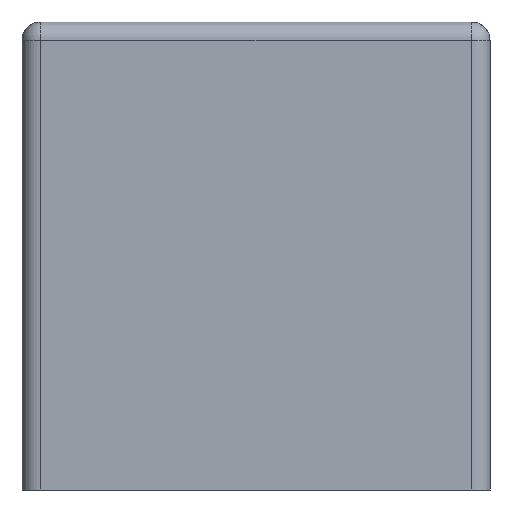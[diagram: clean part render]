
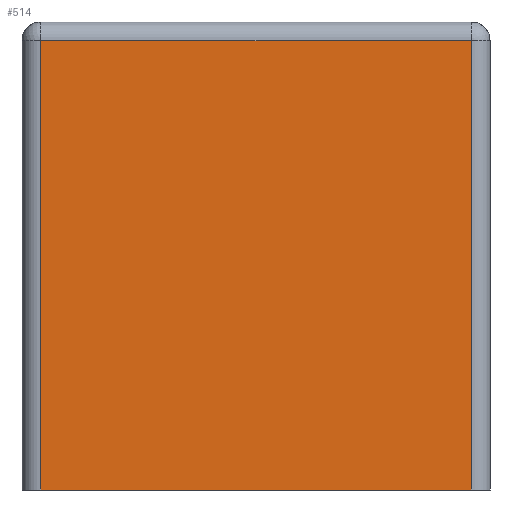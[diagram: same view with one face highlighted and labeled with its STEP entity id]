
A CAD part, front view. The second image highlights one B-rep face of the part: STEP entity #514.
In plain terms, the highlighted planar face has unit normal (0, -1, 0).
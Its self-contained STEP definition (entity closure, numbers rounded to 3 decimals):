
#25=PLANE('',#581);
#87=FACE_OUTER_BOUND('',#121,.T.);
#121=EDGE_LOOP('',(#413,#414,#415,#416));
#146=LINE('',#945,#179);
#149=LINE('',#977,#182);
#152=LINE('',#981,#185);
#156=LINE('',#1007,#189);
#179=VECTOR('',#668,10.);
#182=VECTOR('',#685,10.);
#185=VECTOR('',#690,10.);
#189=VECTOR('',#702,10.);
#231=VERTEX_POINT('',#934);
#234=VERTEX_POINT('',#941);
#240=VERTEX_POINT('',#970);
#242=VERTEX_POINT('',#975);
#290=EDGE_CURVE('',#231,#234,#146,.T.);
#298=EDGE_CURVE('',#242,#240,#149,.T.);
#301=EDGE_CURVE('',#240,#231,#152,.T.);
#307=EDGE_CURVE('',#242,#234,#156,.T.);
#413=ORIENTED_EDGE('',*,*,#290,.F.);
#414=ORIENTED_EDGE('',*,*,#301,.F.);
#415=ORIENTED_EDGE('',*,*,#298,.F.);
#416=ORIENTED_EDGE('',*,*,#307,.T.);
#514=ADVANCED_FACE('',(#87),#25,.T.);
#581=AXIS2_PLACEMENT_3D('',#1006,#700,#701);
#668=DIRECTION('',(0.,0.,-1.));
#685=DIRECTION('',(0.,0.,1.));
#690=DIRECTION('',(1.,0.,0.));
#700=DIRECTION('center_axis',(0.,-1.,0.));
#701=DIRECTION('ref_axis',(1.,0.,0.));
#702=DIRECTION('',(1.,0.,0.));
#934=CARTESIAN_POINT('',(0.575,-1.,1.2));
#941=CARTESIAN_POINT('',(0.575,-1.,0.));
#945=CARTESIAN_POINT('',(0.575,-1.,0.));
#970=CARTESIAN_POINT('',(-0.575,-1.,1.2));
#975=CARTESIAN_POINT('',(-0.575,-1.,0.));
#977=CARTESIAN_POINT('',(-0.575,-1.,0.));
#981=CARTESIAN_POINT('',(-0.313,-1.,1.2));
#1006=CARTESIAN_POINT('Origin',(-0.625,-1.,0.));
#1007=CARTESIAN_POINT('',(-0.625,-1.,0.));
